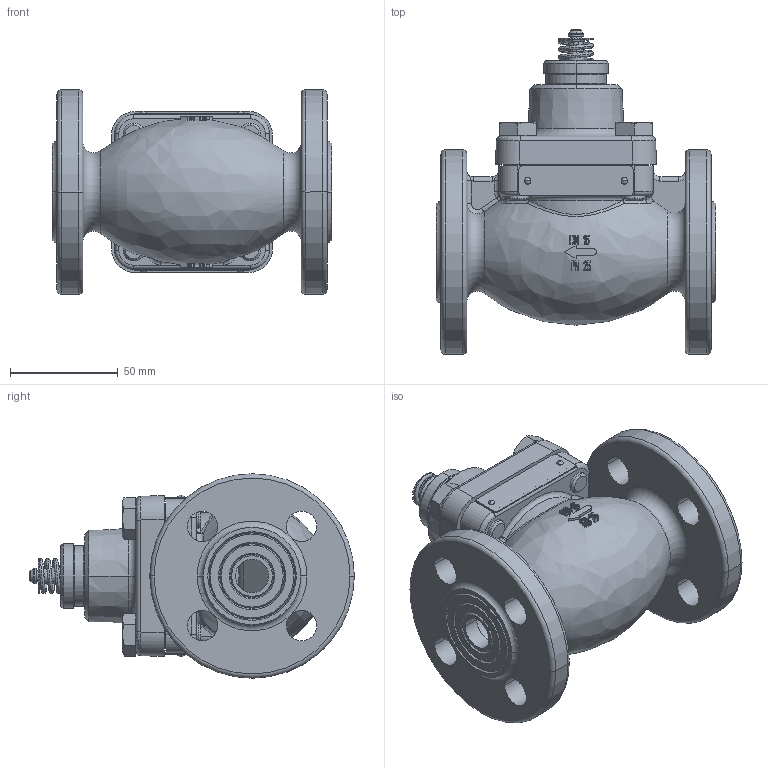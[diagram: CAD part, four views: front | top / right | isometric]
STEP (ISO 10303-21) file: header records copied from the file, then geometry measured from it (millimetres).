
FILE_DESCRIPTION((''),'2;1');
FILE_NAME('065B2050','2012-05-07T',('U258099'),('Danfoss'),'PRO/ENGINEER BY PARAMETRIC TECHNOLOGY CORPORATION, 2010370','PRO/ENGINEER BY PARAMETRIC TECHNOLOGY CORPORATION, 2010370','');
FILE_SCHEMA(('CONFIG_CONTROL_DESIGN'));
Length unit declared in the file: millimetre
Products named in the file (1): 065B2050
Bounding box: 130 x 150.8 x 95 mm (x, y, z)
Volume: 460103 mm3; surface area: 118246.7 mm2
Topology: 3 solids, 3 shells, 1051 faces, 2698 edges, 1702 vertices
Faces by surface type: plane 595, cylinder 192, torus 104, cone 76, bspline 66, sphere 18
Entity records: 38048 total; most frequent: CARTESIAN_POINT 13095, ORIENTED_EDGE 5366, DIRECTION 4958, EDGE_CURVE 2683, AXIS2_PLACEMENT_3D 1800, VERTEX_POINT 1696, VECTOR 1358, LINE 1358
